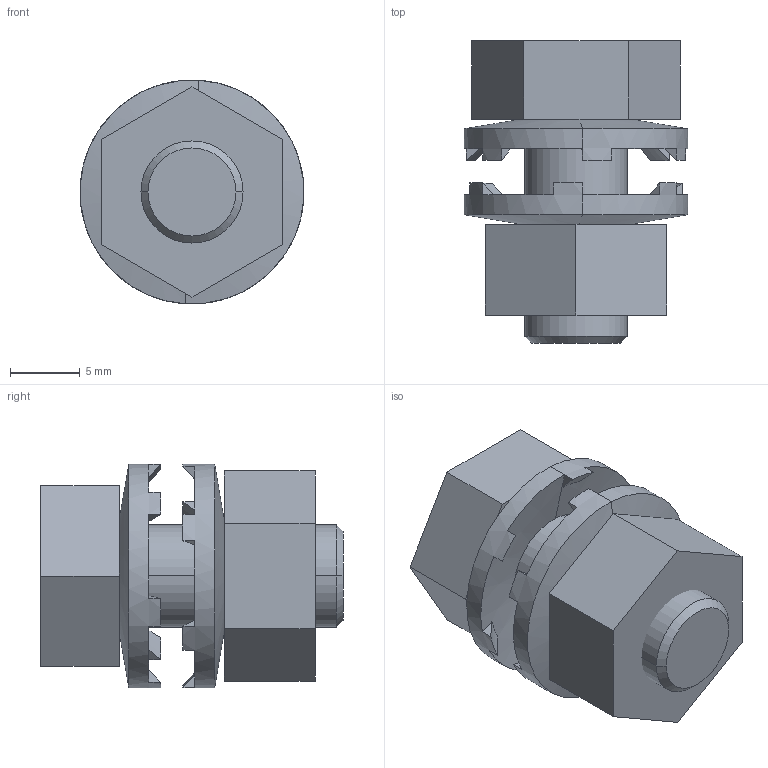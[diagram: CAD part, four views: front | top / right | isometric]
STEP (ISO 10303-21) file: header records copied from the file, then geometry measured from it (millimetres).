
FILE_DESCRIPTION((''),'2;1');
FILE_NAME('YJTB3_NEW_ASM','2018-02-27T',('FIMABER1'),(''),'CREO PARAMETRIC BY PTC INC, 2017170','CREO PARAMETRIC BY PTC INC, 2017170','');
FILE_SCHEMA(('CONFIG_CONTROL_DESIGN'));
Length unit declared in the file: millimetre
Products named in the file (4): FLHSUM8X16_16X; FGNSUM8X; FAKH8_2_16X_OMA; YJTB3_NEW_ASM
Assembly tree (4 placements, depth 2):
  YJTB3_NEW_ASM
    FLHSUM8X16_16X
    FGNSUM8X
    FAKH8_2_16X_OMA  x2
Bounding box: 16 x 21.6 x 15.99 mm (x, y, z)
Volume: 2640 mm3; surface area: 2422.4 mm2
Topology: 4 solids, 4 shells, 75 faces, 188 edges, 118 vertices
Faces by surface type: plane 41, cone 22, cylinder 12
Entity records: 1995 total; most frequent: DIRECTION 268, CARTESIAN_POINT 253, ORIENTED_EDGE 240, EDGE_CURVE 120, PRESENTATION_STYLE_ASSIGNMENT 107, STYLED_ITEM 107, CURVE_STYLE 92, AXIS2_PLACEMENT_3D 91
